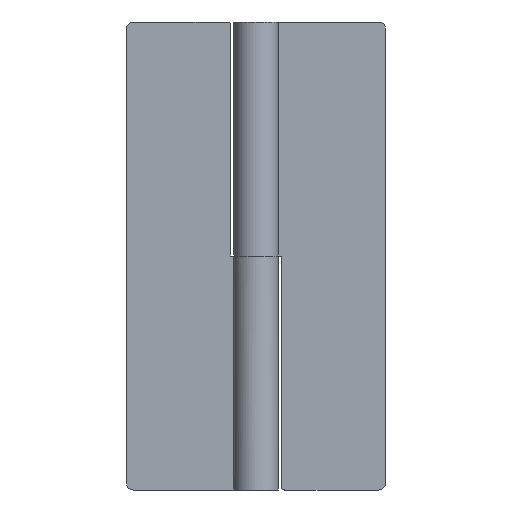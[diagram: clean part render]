
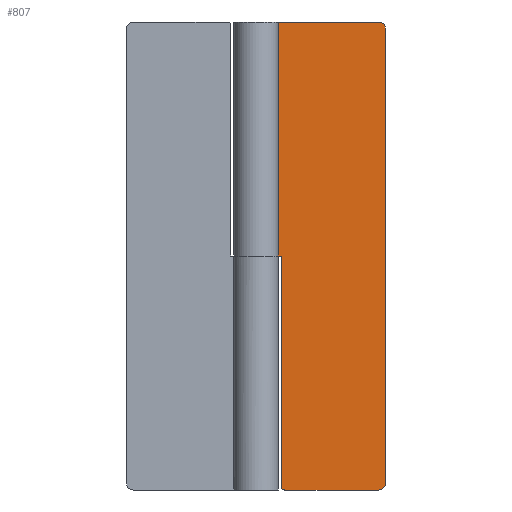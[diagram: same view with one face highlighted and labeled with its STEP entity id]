
A CAD part, front view. The second image highlights one B-rep face of the part: STEP entity #807.
In plain terms, the highlighted free-form (B-spline) face has degree [1, 1] with [2, 2] control points.
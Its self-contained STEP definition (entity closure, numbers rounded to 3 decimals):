
#328=CARTESIAN_POINT('',(18.0,1.5,64.0));
#329=VERTEX_POINT('',#328);
#330=CARTESIAN_POINT('',(17.0,1.5,65.0));
#331=VERTEX_POINT('',#330);
#332=CARTESIAN_POINT('',(18.0,1.5,64.0));
#333=CARTESIAN_POINT('',(18.,1.5,65.0));
#334=CARTESIAN_POINT('',(17.0,1.5,65.0));
#342=(BOUNDED_CURVE()B_SPLINE_CURVE(2,(#332,#333,#334),.UNSPECIFIED.,.F.,.U.)CURVE()GEOMETRIC_REPRESENTATION_ITEM()QUASI_UNIFORM_CURVE()RATIONAL_B_SPLINE_CURVE((1.0,0.707,1.0))REPRESENTATION_ITEM(''));
#343=EDGE_CURVE('',#329,#331,#342,.T.);
#389=CARTESIAN_POINT('',(17.0,1.5,0.0));
#390=VERTEX_POINT('',#389);
#391=CARTESIAN_POINT('',(18.0,1.5,1.0));
#392=VERTEX_POINT('',#391);
#393=CARTESIAN_POINT('',(17.0,1.5,0.0));
#394=CARTESIAN_POINT('',(18.,1.5,0.0));
#395=CARTESIAN_POINT('',(18.0,1.5,1.0));
#403=(BOUNDED_CURVE()B_SPLINE_CURVE(2,(#393,#394,#395),.UNSPECIFIED.,.F.,.U.)CURVE()GEOMETRIC_REPRESENTATION_ITEM()QUASI_UNIFORM_CURVE()RATIONAL_B_SPLINE_CURVE((1.0,0.707,1.0))REPRESENTATION_ITEM(''));
#404=EDGE_CURVE('',#390,#392,#403,.T.);
#450=CARTESIAN_POINT('',(3.5,1.5,0.5));
#451=VERTEX_POINT('',#450);
#452=CARTESIAN_POINT('',(4.,1.5,0.0));
#453=VERTEX_POINT('',#452);
#454=CARTESIAN_POINT('',(3.5,1.5,0.5));
#455=CARTESIAN_POINT('',(3.5,1.5,0.0));
#456=CARTESIAN_POINT('',(4.,1.5,0.0));
#464=(BOUNDED_CURVE()B_SPLINE_CURVE(2,(#454,#455,#456),.UNSPECIFIED.,.F.,.U.)CURVE()GEOMETRIC_REPRESENTATION_ITEM()QUASI_UNIFORM_CURVE()RATIONAL_B_SPLINE_CURVE((1.0,0.707,1.0))REPRESENTATION_ITEM(''));
#465=EDGE_CURVE('',#451,#453,#464,.T.);
#510=CARTESIAN_POINT('',(3.5,1.5,32.5));
#511=VERTEX_POINT('',#510);
#512=CARTESIAN_POINT('',(3.5,1.5,0.5));
#513=CARTESIAN_POINT('',(3.5,1.5,32.5));
#514=QUASI_UNIFORM_CURVE('',1,(#512,#513),.UNSPECIFIED.,.F.,.U.);
#515=EDGE_CURVE('',#451,#511,#514,.T.);
#559=CARTESIAN_POINT('',(0.0,1.5,32.5));
#560=VERTEX_POINT('',#559);
#561=CARTESIAN_POINT('',(3.5,1.5,32.5));
#562=CARTESIAN_POINT('',(0.0,1.5,32.5));
#563=QUASI_UNIFORM_CURVE('',1,(#561,#562),.UNSPECIFIED.,.F.,.U.);
#564=EDGE_CURVE('',#511,#560,#563,.T.);
#600=CARTESIAN_POINT('',(0.0,1.5,65.0));
#601=VERTEX_POINT('',#600);
#602=CARTESIAN_POINT('',(17.0,1.5,65.0));
#603=CARTESIAN_POINT('',(0.0,1.5,65.0));
#604=QUASI_UNIFORM_CURVE('',1,(#602,#603),.UNSPECIFIED.,.F.,.U.);
#605=EDGE_CURVE('',#331,#601,#604,.T.);
#709=CARTESIAN_POINT('',(0.0,1.5,65.0));
#710=CARTESIAN_POINT('',(0.0,1.5,32.5));
#711=QUASI_UNIFORM_CURVE('',1,(#709,#710),.UNSPECIFIED.,.F.,.U.);
#712=EDGE_CURVE('',#601,#560,#711,.T.);
#757=CARTESIAN_POINT('',(17.0,1.5,0.0));
#758=CARTESIAN_POINT('',(4.,1.5,0.0));
#759=QUASI_UNIFORM_CURVE('',1,(#757,#758),.UNSPECIFIED.,.F.,.U.);
#760=EDGE_CURVE('',#390,#453,#759,.T.);
#782=CARTESIAN_POINT('',(18.0,1.5,64.0));
#783=CARTESIAN_POINT('',(18.0,1.5,1.0));
#784=QUASI_UNIFORM_CURVE('',1,(#782,#783),.UNSPECIFIED.,.F.,.U.);
#785=EDGE_CURVE('',#329,#392,#784,.T.);
#791=CARTESIAN_POINT('',(-0.899,1.5,68.247));
#792=CARTESIAN_POINT('',(-0.899,1.5,-3.247));
#793=CARTESIAN_POINT('',(18.899,1.5,68.247));
#794=CARTESIAN_POINT('',(18.899,1.5,-3.247));
#795=B_SPLINE_SURFACE_WITH_KNOTS('',1,1,((#791,#793),(#792,#794)),.UNSPECIFIED.,.F.,.F.,.U.,(2,2),(2,2),(0.0,71.494),(0.0,19.798),.UNSPECIFIED.);
#796=ORIENTED_EDGE('',*,*,#785,.F.);
#797=ORIENTED_EDGE('',*,*,#343,.T.);
#798=ORIENTED_EDGE('',*,*,#605,.T.);
#799=ORIENTED_EDGE('',*,*,#712,.T.);
#800=ORIENTED_EDGE('',*,*,#564,.F.);
#801=ORIENTED_EDGE('',*,*,#515,.F.);
#802=ORIENTED_EDGE('',*,*,#465,.T.);
#803=ORIENTED_EDGE('',*,*,#760,.F.);
#804=ORIENTED_EDGE('',*,*,#404,.T.);
#805=EDGE_LOOP('',(#796,#797,#798,#799,#800,#801,#802,#803,#804));
#806=FACE_OUTER_BOUND('',#805,.T.);
#807=ADVANCED_FACE('',(#806),#795,.T.);
